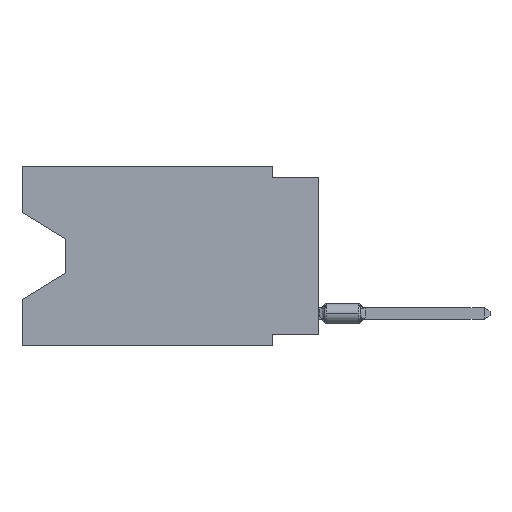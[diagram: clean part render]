
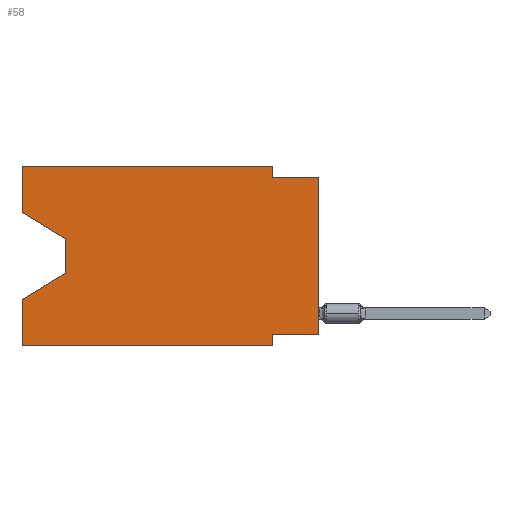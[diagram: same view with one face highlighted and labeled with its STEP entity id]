
A CAD part, left-side view. The second image highlights one B-rep face of the part: STEP entity #58.
In plain terms, the highlighted planar face has unit normal (-1, 0, 0).
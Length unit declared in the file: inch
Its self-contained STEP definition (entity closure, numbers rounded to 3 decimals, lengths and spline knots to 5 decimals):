
#58 = ADVANCED_FACE ( 'NONE', ( #9544 ), #9296, .F. ) ;
#228 = VECTOR ( 'NONE', #9910, 39.37008 ) ;
#322 = EDGE_CURVE ( 'NONE', #12366, #3325, #2420, .T. ) ;
#632 = VECTOR ( 'NONE', #1201, 39.37008 ) ;
#638 = ORIENTED_EDGE ( 'NONE', *, *, #7938, .F. ) ;
#879 = ORIENTED_EDGE ( 'NONE', *, *, #7065, .F. ) ;
#1098 = ORIENTED_EDGE ( 'NONE', *, *, #8711, .T. ) ;
#1110 = VECTOR ( 'NONE', #6383, 39.37008 ) ;
#1201 = DIRECTION ( 'NONE',  ( 0., -1., 0. ) ) ;
#1212 = CARTESIAN_POINT ( 'NONE',  ( 0., 0.1, 0. ) ) ;
#1473 = VECTOR ( 'NONE', #6036, 39.37008 ) ;
#1652 = DIRECTION ( 'NONE',  ( 0., 0., 1. ) ) ;
#1722 = CARTESIAN_POINT ( 'NONE',  ( 0., 0.645, 0. ) ) ;
#1876 = VECTOR ( 'NONE', #8161, 39.37008 ) ;
#2171 = CARTESIAN_POINT ( 'NONE',  ( 0., 0.645, 0. ) ) ;
#2181 = ORIENTED_EDGE ( 'NONE', *, *, #11126, .F. ) ;
#2187 = AXIS2_PLACEMENT_3D ( 'NONE', #2496, #4641, #4379 ) ;
#2208 = ORIENTED_EDGE ( 'NONE', *, *, #9671, .T. ) ;
#2297 = ORIENTED_EDGE ( 'NONE', *, *, #6676, .T. ) ;
#2420 = LINE ( 'NONE', #12614, #9829 ) ;
#2440 = LINE ( 'NONE', #7527, #10632 ) ;
#2496 = CARTESIAN_POINT ( 'NONE',  ( 0., 0.645, 0. ) ) ;
#2769 = EDGE_CURVE ( 'NONE', #12028, #3325, #12251, .T. ) ;
#2998 = CARTESIAN_POINT ( 'NONE',  ( 0., 0.55, -0.158 ) ) ;
#3048 = LINE ( 'NONE', #9979, #1876 ) ;
#3053 = VERTEX_POINT ( 'NONE', #12518 ) ;
#3132 = CARTESIAN_POINT ( 'NONE',  ( 0., 0., -0.025 ) ) ;
#3325 = VERTEX_POINT ( 'NONE', #3132 ) ;
#3516 = VERTEX_POINT ( 'NONE', #2998 ) ;
#3808 = CARTESIAN_POINT ( 'NONE',  ( 0., 0.1, -0.39 ) ) ;
#3927 = EDGE_CURVE ( 'NONE', #3053, #9490, #6330, .T. ) ;
#3949 = LINE ( 'NONE', #11881, #228 ) ;
#3971 = CARTESIAN_POINT ( 'NONE',  ( 0., 0.1, -0.365 ) ) ;
#4238 = LINE ( 'NONE', #8953, #1473 ) ;
#4360 = VECTOR ( 'NONE', #9304, 39.37008 ) ;
#4379 = DIRECTION ( 'NONE',  ( 0., 0., -1. ) ) ;
#4507 = EDGE_CURVE ( 'NONE', #5100, #6687, #6561, .T. ) ;
#4641 = DIRECTION ( 'NONE',  ( 1., 0., 0. ) ) ;
#5100 = VERTEX_POINT ( 'NONE', #7705 ) ;
#5123 = VERTEX_POINT ( 'NONE', #11894 ) ;
#5206 = DIRECTION ( 'NONE',  ( 0., 0., 1. ) ) ;
#5320 = VERTEX_POINT ( 'NONE', #3808 ) ;
#5323 = CARTESIAN_POINT ( 'NONE',  ( 0., 0.1, 0. ) ) ;
#5436 = CARTESIAN_POINT ( 'NONE',  ( 0., 0., 0. ) ) ;
#5717 = CARTESIAN_POINT ( 'NONE',  ( 0., 0., -0.365 ) ) ;
#6036 = DIRECTION ( 'NONE',  ( 0., -0.855, -0.519 ) ) ;
#6146 = CARTESIAN_POINT ( 'NONE',  ( 0., 0.55, -0.232 ) ) ;
#6172 = ORIENTED_EDGE ( 'NONE', *, *, #7367, .F. ) ;
#6199 = DIRECTION ( 'NONE',  ( 0., 0., 1. ) ) ;
#6244 = LINE ( 'NONE', #10216, #632 ) ;
#6330 = LINE ( 'NONE', #6146, #1110 ) ;
#6383 = DIRECTION ( 'NONE',  ( 0., 0.855, -0.519 ) ) ;
#6561 = LINE ( 'NONE', #1722, #8761 ) ;
#6670 = EDGE_CURVE ( 'NONE', #9747, #5320, #3949, .T. ) ;
#6676 = EDGE_CURVE ( 'NONE', #3516, #3053, #3048, .T. ) ;
#6687 = VERTEX_POINT ( 'NONE', #8087 ) ;
#6875 = VECTOR ( 'NONE', #5206, 39.37008 ) ;
#7065 = EDGE_CURVE ( 'NONE', #6687, #11631, #6244, .T. ) ;
#7367 = EDGE_CURVE ( 'NONE', #12028, #9747, #9727, .T. ) ;
#7452 = DIRECTION ( 'NONE',  ( 0., -1., 0. ) ) ;
#7527 = CARTESIAN_POINT ( 'NONE',  ( 0., 0.645, -0.39 ) ) ;
#7705 = CARTESIAN_POINT ( 'NONE',  ( 0., 0.645, -0.10025 ) ) ;
#7880 = VECTOR ( 'NONE', #10649, 39.37008 ) ;
#7938 = EDGE_CURVE ( 'NONE', #11631, #12366, #11264, .T. ) ;
#8087 = CARTESIAN_POINT ( 'NONE',  ( 0., 0.645, 0. ) ) ;
#8161 = DIRECTION ( 'NONE',  ( 0., 0., -1. ) ) ;
#8310 = ORIENTED_EDGE ( 'NONE', *, *, #3927, .T. ) ;
#8419 = CARTESIAN_POINT ( 'NONE',  ( 0., 0.1, -0.025 ) ) ;
#8711 = EDGE_CURVE ( 'NONE', #5100, #3516, #4238, .T. ) ;
#8761 = VECTOR ( 'NONE', #1652, 39.37008 ) ;
#8953 = CARTESIAN_POINT ( 'NONE',  ( 0., 0.645, -0.10025 ) ) ;
#9006 = EDGE_LOOP ( 'NONE', ( #1098, #2297, #8310, #2181, #2208, #9344, #6172, #10923, #12379, #638, #879, #10467 ) ) ;
#9296 = PLANE ( 'NONE',  #2187 ) ;
#9304 = DIRECTION ( 'NONE',  ( 0., 0., -1. ) ) ;
#9344 = ORIENTED_EDGE ( 'NONE', *, *, #6670, .F. ) ;
#9490 = VERTEX_POINT ( 'NONE', #10018 ) ;
#9544 = FACE_OUTER_BOUND ( 'NONE', #9006, .T. ) ;
#9634 = DIRECTION ( 'NONE',  ( 0., -1., 0. ) ) ;
#9671 = EDGE_CURVE ( 'NONE', #5123, #5320, #2440, .T. ) ;
#9727 = LINE ( 'NONE', #5717, #7880 ) ;
#9747 = VERTEX_POINT ( 'NONE', #3971 ) ;
#9829 = VECTOR ( 'NONE', #9634, 39.37008 ) ;
#9910 = DIRECTION ( 'NONE',  ( 0., 0., -1. ) ) ;
#9979 = CARTESIAN_POINT ( 'NONE',  ( 0., 0.55, -0.158 ) ) ;
#10018 = CARTESIAN_POINT ( 'NONE',  ( 0., 0.645, -0.28975 ) ) ;
#10216 = CARTESIAN_POINT ( 'NONE',  ( 0., 0.645, 0. ) ) ;
#10292 = CARTESIAN_POINT ( 'NONE',  ( 0., 0., -0.365 ) ) ;
#10389 = VECTOR ( 'NONE', #6199, 39.37008 ) ;
#10467 = ORIENTED_EDGE ( 'NONE', *, *, #4507, .F. ) ;
#10632 = VECTOR ( 'NONE', #7452, 39.37008 ) ;
#10649 = DIRECTION ( 'NONE',  ( 0., 1., 0. ) ) ;
#10909 = LINE ( 'NONE', #2171, #6875 ) ;
#10923 = ORIENTED_EDGE ( 'NONE', *, *, #2769, .T. ) ;
#11126 = EDGE_CURVE ( 'NONE', #5123, #9490, #10909, .T. ) ;
#11264 = LINE ( 'NONE', #1212, #4360 ) ;
#11631 = VERTEX_POINT ( 'NONE', #5323 ) ;
#11881 = CARTESIAN_POINT ( 'NONE',  ( 0., 0.1, -0.39 ) ) ;
#11894 = CARTESIAN_POINT ( 'NONE',  ( 0., 0.645, -0.39 ) ) ;
#12028 = VERTEX_POINT ( 'NONE', #10292 ) ;
#12251 = LINE ( 'NONE', #5436, #10389 ) ;
#12366 = VERTEX_POINT ( 'NONE', #8419 ) ;
#12379 = ORIENTED_EDGE ( 'NONE', *, *, #322, .F. ) ;
#12518 = CARTESIAN_POINT ( 'NONE',  ( 0., 0.55, -0.232 ) ) ;
#12614 = CARTESIAN_POINT ( 'NONE',  ( 0., 0., -0.025 ) ) ;
